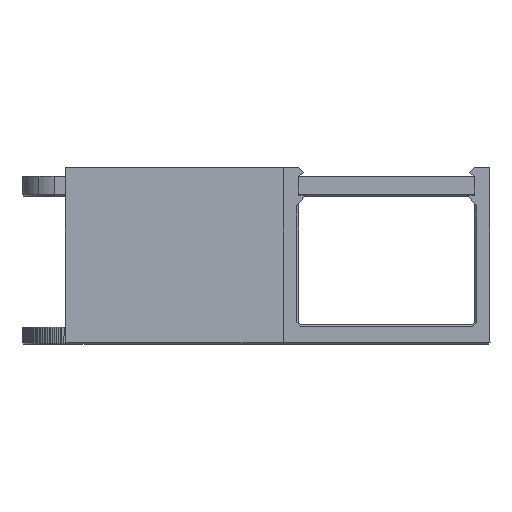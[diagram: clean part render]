
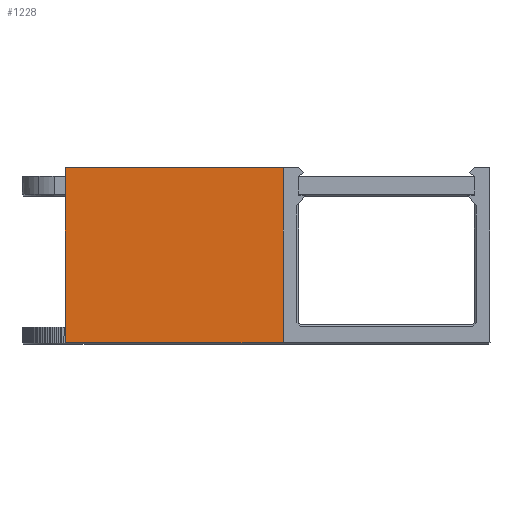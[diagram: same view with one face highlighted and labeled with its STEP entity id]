
A CAD part, left-side view. The second image highlights one B-rep face of the part: STEP entity #1228.
In plain terms, the highlighted planar face has unit normal (-1, 0, 0).
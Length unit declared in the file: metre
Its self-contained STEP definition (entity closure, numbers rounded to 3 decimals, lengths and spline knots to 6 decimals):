
#1228=ADVANCED_FACE('7:58270',(#4311),#4312,.T.);
#4311=FACE_OUTER_BOUND('',#8183,.T.);
#4312=PLANE('',#8184);
#8183=EDGE_LOOP('',(#19087,#19088,#19089,#19090));
#8184=AXIS2_PLACEMENT_3D('',#19091,#19092,#19093);
#19087=ORIENTED_EDGE('',*,*,#28515,.F.);
#19088=ORIENTED_EDGE('',*,*,#26841,.F.);
#19089=ORIENTED_EDGE('',*,*,#27020,.F.);
#19090=ORIENTED_EDGE('',*,*,#27334,.T.);
#19091=CARTESIAN_POINT('',(0.01093,0.025018,0.022));
#19092=DIRECTION('',(-1.0,0.,0.));
#19093=DIRECTION('',(0.,0.,1.));
#26841=EDGE_CURVE('9:19224',#33139,#33141,#33142,.T.);
#27020=EDGE_CURVE('9:18864',#33496,#33139,#33498,.F.);
#27334=EDGE_CURVE('8:80068',#33496,#34083,#34085,.T.);
#28515=EDGE_CURVE('7:58463',#33141,#34083,#35612,.T.);
#33139=VERTEX_POINT('',#42641);
#33141=VERTEX_POINT('',#42644);
#33142=LINE('',#42645,#42646);
#33496=VERTEX_POINT('',#43177);
#33498=LINE('',#43180,#43181);
#34083=VERTEX_POINT('',#44117);
#34085=LINE('',#44120,#44121);
#35612=LINE('',#46827,#46828);
#42641=CARTESIAN_POINT('',(0.01093,0.025,0.0222));
#42644=CARTESIAN_POINT('',(0.01093,0.025,0.0019));
#42645=CARTESIAN_POINT('',(0.01093,0.025,0.019));
#42646=VECTOR('',#51640,1.0);
#43177=CARTESIAN_POINT('',(0.01093,0.050268,0.0222));
#43180=CARTESIAN_POINT('',(0.01093,0.02412,0.0222));
#43181=VECTOR('',#51819,1.0);
#44117=CARTESIAN_POINT('',(0.01093,0.050268,0.0019));
#44120=CARTESIAN_POINT('',(0.01093,0.050268,0.017025));
#44121=VECTOR('',#52120,1.0);
#46827=CARTESIAN_POINT('',(0.01093,0.032253,0.0019));
#46828=VECTOR('',#53303,1.0);
#51640=DIRECTION('',(0.,0.0,-1.0));
#51819=DIRECTION('',(0.,1.,0.));
#52120=DIRECTION('',(0.,0.0,-1.0));
#53303=DIRECTION('',(0.,1.0,0.0));
